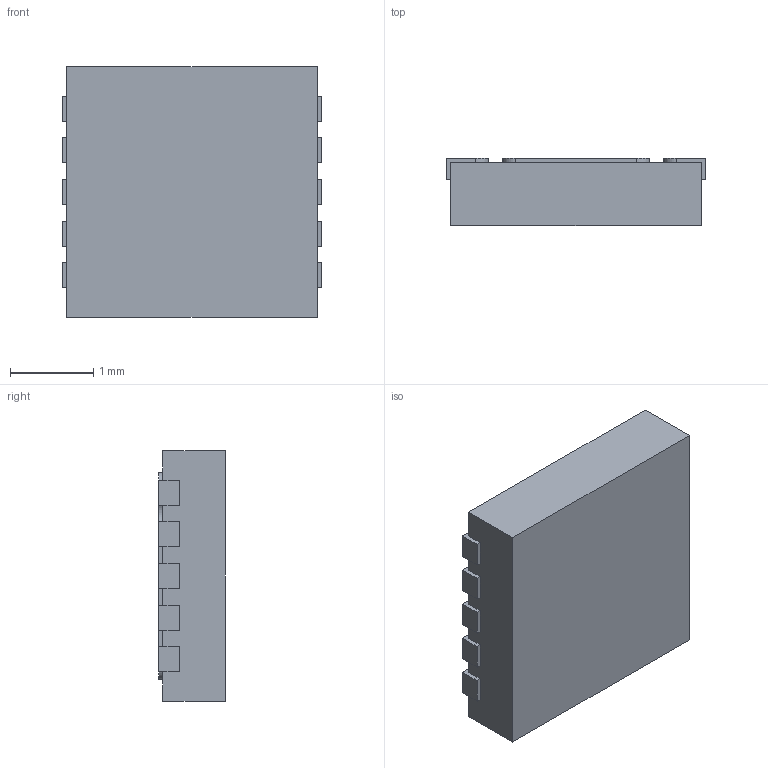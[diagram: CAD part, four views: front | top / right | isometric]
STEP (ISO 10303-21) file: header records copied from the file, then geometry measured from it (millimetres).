
FILE_DESCRIPTION (( 'STEP AP214' ), '1' );
FILE_NAME ('F8DABFBE-A5B6-423D-BAF8-60B48A60E0D4.STEP', '2023-08-09T18:27:15', ( '' ), ( '' ), 'SwSTEP 2.0', 'SolidWorks 2022', '' );
FILE_SCHEMA (( 'AUTOMOTIVE_DESIGN' ));
Length unit declared in the file: millimetre
Products named in the file (1): F8DABFBE-A5B6-423D-BAF8-60B48A60E0D4
Bounding box: 3.1 x 0.8 x 3 mm (x, y, z)
Volume: 7.1 mm3; surface area: 28.7 mm2
Topology: 1 solids, 1 shells, 77 faces, 222 edges, 148 vertices
Faces by surface type: plane 62, cylinder 15
Entity records: 3387 total; most frequent: CARTESIAN_POINT 448, ORIENTED_EDGE 444, DIRECTION 408, EDGE_CURVE 222, VECTOR 192, LINE 192, VERTEX_POINT 148, AXIS2_PLACEMENT_3D 108
